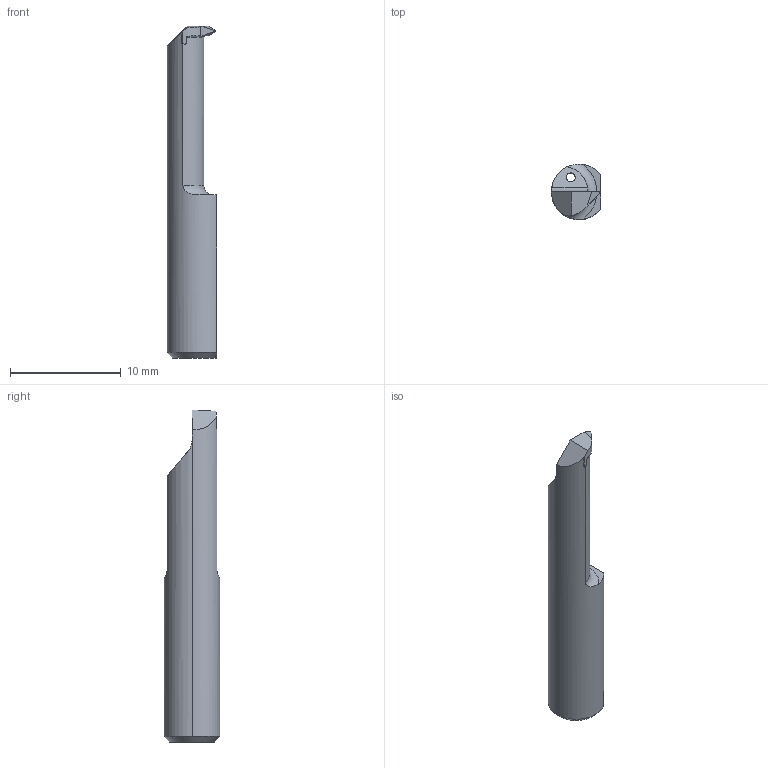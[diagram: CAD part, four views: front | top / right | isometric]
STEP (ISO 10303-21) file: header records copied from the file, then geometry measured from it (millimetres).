
FILE_DESCRIPTION (( 'STEP AP203' ), '1' );
FILE_NAME ('RP05.0407-15.step', '2024-09-13T07:40:26', ( '' ), ( '' ), 'SwSTEP 2.0', 'SolidWorks 2022', '' );
FILE_SCHEMA (( 'CONFIG_CONTROL_DESIGN' ));
Length unit declared in the file: millimetre
Products named in the file (1): RP05.0407-15
Bounding box: 4.45 x 5 x 30 mm (x, y, z)
Volume: 400.2 mm3; surface area: 486.5 mm2
Topology: 1 solids, 1 shells, 26 faces, 70 edges, 46 vertices
Faces by surface type: plane 13, cylinder 8, torus 4, cone 1
Entity records: 945 total; most frequent: CARTESIAN_POINT 232, ORIENTED_EDGE 140, DIRECTION 125, EDGE_CURVE 70, VERTEX_POINT 46, AXIS2_PLACEMENT_3D 45, VECTOR 35, LINE 35
